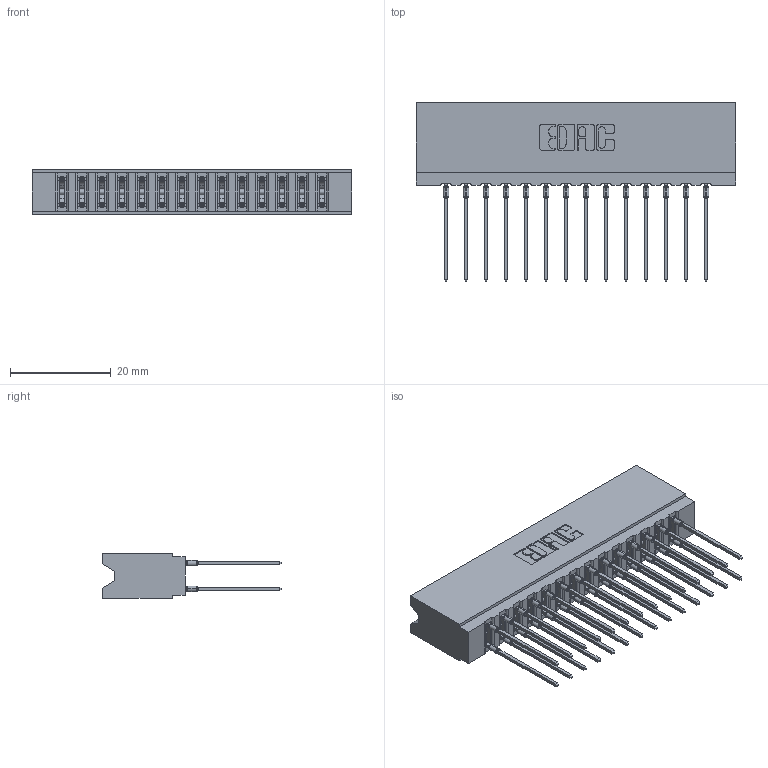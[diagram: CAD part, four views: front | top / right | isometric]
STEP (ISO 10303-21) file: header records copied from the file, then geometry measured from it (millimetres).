
FILE_DESCRIPTION (( 'STEP AP203' ), '1' );
FILE_NAME ('737-028-541-206.STEP', '2026-03-05T22:09:39', ( '' ), ( '' ), 'SwSTEP 2.0', 'SolidWorks 2023', '' );
FILE_SCHEMA (( 'CONFIG_CONTROL_DESIGN' ));
Length unit declared in the file: millimetre
Products named in the file (3): 737-028-541-206; 745-292-001_541; 737 Part_Insulator Option - 06
Assembly tree (29 placements, depth 2):
  737-028-541-206
    737 Part_Insulator Option - 06
    745-292-001_541  x28
Bounding box: 63.35 x 35.45 x 8.89 mm (x, y, z)
Volume: 6495.1 mm3; surface area: 9819.1 mm2
Topology: 29 solids, 29 shells, 2615 faces, 7033 edges, 4426 vertices
Faces by surface type: plane 1357, bspline 560, cylinder 530, torus 168
Entity records: 27841 total; most frequent: CARTESIAN_POINT 5344, ORIENTED_EDGE 4724, DIRECTION 4148, EDGE_CURVE 2362, VECTOR 2096, LINE 2096, VERTEX_POINT 1510, AXIS2_PLACEMENT_3D 1026
